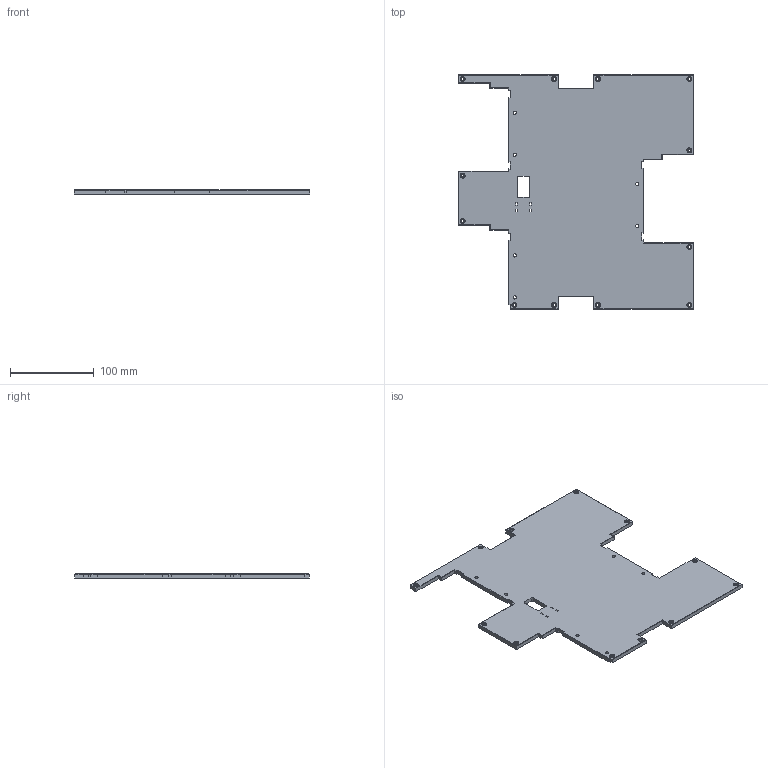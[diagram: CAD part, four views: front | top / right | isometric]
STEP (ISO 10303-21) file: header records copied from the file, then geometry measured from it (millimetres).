
FILE_DESCRIPTION(('FreeCAD Model'),'2;1');
FILE_NAME('Open CASCADE Shape Model','2021-07-22T07:59:56',('Author'),( ''),'Open CASCADE STEP processor 7.4','FreeCAD','Unknown');
FILE_SCHEMA(('AUTOMOTIVE_DESIGN { 1 0 10303 214 1 1 1 1 }'));
Products named in the file (1): Cut002015026008001
Bounding box: 280 x 279 x 5 mm (x, y, z)
Volume: 197945.7 mm3; surface area: 149956.5 mm2
Topology: 1 solids, 1 shells, 1100 faces, 2785 edges, 1840 vertices
Faces by surface type: plane 1045, cylinder 55
Full cylindrical faces by diameter (mm): 3.4 x12, 3.8 x6, 6 x12
Entity records: 65418 total; most frequent: CARTESIAN_POINT 14758, DIRECTION 7295, ORIENTED_EDGE 5570, PCURVE 5570, DEFINITIONAL_REPRESENTATION 5570, LINE 4781, VECTOR 4781, B_SPLINE_CURVE_WITH_KNOTS 3354
